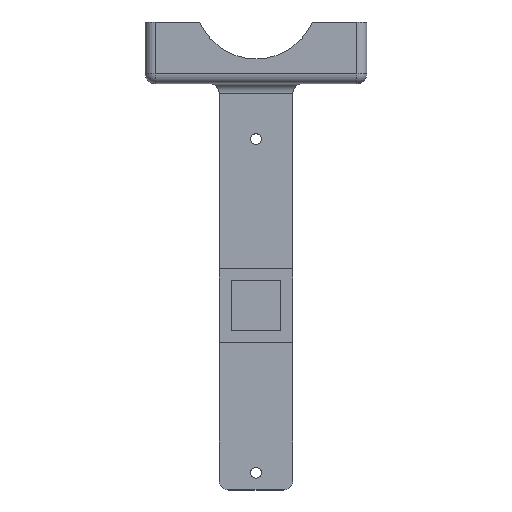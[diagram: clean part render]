
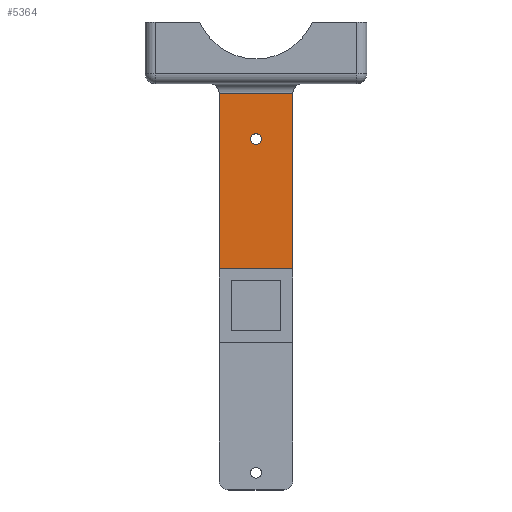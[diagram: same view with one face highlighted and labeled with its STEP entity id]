
A CAD part, top view. The second image highlights one B-rep face of the part: STEP entity #5364.
In plain terms, the highlighted planar face has unit normal (0, 0, 1).
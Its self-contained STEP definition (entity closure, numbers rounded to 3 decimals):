
#714 = CYLINDRICAL_SURFACE('',#715,2.2);
#715 = AXIS2_PLACEMENT_3D('',#716,#717,#718);
#716 = CARTESIAN_POINT('',(0.,-35.,30.));
#717 = DIRECTION('',(0.,0.,1.));
#718 = DIRECTION('',(1.,0.,0.));
#1328 = PLANE('',#1329);
#1329 = AXIS2_PLACEMENT_3D('',#1330,#1331,#1332);
#1330 = CARTESIAN_POINT('',(-15.,-12.5,10.));
#1331 = DIRECTION('',(-1.,0.,0.));
#1332 = DIRECTION('',(0.,0.,1.));
#1668 = PLANE('',#1669);
#1669 = AXIS2_PLACEMENT_3D('',#1670,#1671,#1672);
#1670 = CARTESIAN_POINT('',(15.,-12.5,30.));
#1671 = DIRECTION('',(1.,0.,0.));
#1672 = DIRECTION('',(0.,0.,-1.));
#2734 = EDGE_CURVE('',#2735,#2735,#2737,.T.);
#2735 = VERTEX_POINT('',#2736);
#2736 = CARTESIAN_POINT('',(2.2,-35.,30.));
#2737 = SURFACE_CURVE('',#2738,(#2743,#2750),.PCURVE_S1.);
#2738 = CIRCLE('',#2739,2.2);
#2739 = AXIS2_PLACEMENT_3D('',#2740,#2741,#2742);
#2740 = CARTESIAN_POINT('',(0.,-35.,30.));
#2741 = DIRECTION('',(0.,0.,1.));
#2742 = DIRECTION('',(1.,0.,0.));
#2743 = PCURVE('',#714,#2744);
#2744 = DEFINITIONAL_REPRESENTATION('',(#2745),#2749);
#2745 = LINE('',#2746,#2747);
#2746 = CARTESIAN_POINT('',(0.,0.));
#2747 = VECTOR('',#2748,1.);
#2748 = DIRECTION('',(1.,0.));
#2749 = ( GEOMETRIC_REPRESENTATION_CONTEXT(2) 
PARAMETRIC_REPRESENTATION_CONTEXT() REPRESENTATION_CONTEXT('2D SPACE',''
  ) );
#2750 = PCURVE('',#2751,#2756);
#2751 = PLANE('',#2752);
#2752 = AXIS2_PLACEMENT_3D('',#2753,#2754,#2755);
#2753 = CARTESIAN_POINT('',(-15.,-12.5,30.));
#2754 = DIRECTION('',(0.,0.,1.));
#2755 = DIRECTION('',(1.,0.,0.));
#2756 = DEFINITIONAL_REPRESENTATION('',(#2757),#2761);
#2757 = CIRCLE('',#2758,2.2);
#2758 = AXIS2_PLACEMENT_2D('',#2759,#2760);
#2759 = CARTESIAN_POINT('',(15.,-22.5));
#2760 = DIRECTION('',(1.,0.));
#2761 = ( GEOMETRIC_REPRESENTATION_CONTEXT(2) 
PARAMETRIC_REPRESENTATION_CONTEXT() REPRESENTATION_CONTEXT('2D SPACE',''
  ) );
#3673 = EDGE_CURVE('',#3674,#3676,#3678,.T.);
#3674 = VERTEX_POINT('',#3675);
#3675 = CARTESIAN_POINT('',(-15.,-16.5,30.));
#3676 = VERTEX_POINT('',#3677);
#3677 = CARTESIAN_POINT('',(-15.,-87.75,30.));
#3678 = SURFACE_CURVE('',#3679,(#3683,#3690),.PCURVE_S1.);
#3679 = LINE('',#3680,#3681);
#3680 = CARTESIAN_POINT('',(-15.,-12.5,30.));
#3681 = VECTOR('',#3682,1.);
#3682 = DIRECTION('',(0.,-1.,0.));
#3683 = PCURVE('',#1328,#3684);
#3684 = DEFINITIONAL_REPRESENTATION('',(#3685),#3689);
#3685 = LINE('',#3686,#3687);
#3686 = CARTESIAN_POINT('',(20.,0.));
#3687 = VECTOR('',#3688,1.);
#3688 = DIRECTION('',(0.,-1.));
#3689 = ( GEOMETRIC_REPRESENTATION_CONTEXT(2) 
PARAMETRIC_REPRESENTATION_CONTEXT() REPRESENTATION_CONTEXT('2D SPACE',''
  ) );
#3690 = PCURVE('',#2751,#3691);
#3691 = DEFINITIONAL_REPRESENTATION('',(#3692),#3696);
#3692 = LINE('',#3693,#3694);
#3693 = CARTESIAN_POINT('',(0.,0.));
#3694 = VECTOR('',#3695,1.);
#3695 = DIRECTION('',(0.,-1.));
#3696 = ( GEOMETRIC_REPRESENTATION_CONTEXT(2) 
PARAMETRIC_REPRESENTATION_CONTEXT() REPRESENTATION_CONTEXT('2D SPACE',''
  ) );
#4483 = CYLINDRICAL_SURFACE('',#4484,4.);
#4484 = AXIS2_PLACEMENT_3D('',#4485,#4486,#4487);
#4485 = CARTESIAN_POINT('',(-15.,-16.5,34.));
#4486 = DIRECTION('',(1.,0.,0.));
#4487 = DIRECTION('',(0.,1.,0.));
#4621 = EDGE_CURVE('',#4622,#4624,#4626,.T.);
#4622 = VERTEX_POINT('',#4623);
#4623 = CARTESIAN_POINT('',(15.,-16.5,30.));
#4624 = VERTEX_POINT('',#4625);
#4625 = CARTESIAN_POINT('',(15.,-87.75,30.));
#4626 = SURFACE_CURVE('',#4627,(#4631,#4638),.PCURVE_S1.);
#4627 = LINE('',#4628,#4629);
#4628 = CARTESIAN_POINT('',(15.,-12.5,30.));
#4629 = VECTOR('',#4630,1.);
#4630 = DIRECTION('',(0.,-1.,0.));
#4631 = PCURVE('',#1668,#4632);
#4632 = DEFINITIONAL_REPRESENTATION('',(#4633),#4637);
#4633 = LINE('',#4634,#4635);
#4634 = CARTESIAN_POINT('',(0.,0.));
#4635 = VECTOR('',#4636,1.);
#4636 = DIRECTION('',(0.,-1.));
#4637 = ( GEOMETRIC_REPRESENTATION_CONTEXT(2) 
PARAMETRIC_REPRESENTATION_CONTEXT() REPRESENTATION_CONTEXT('2D SPACE',''
  ) );
#4638 = PCURVE('',#2751,#4639);
#4639 = DEFINITIONAL_REPRESENTATION('',(#4640),#4644);
#4640 = LINE('',#4641,#4642);
#4641 = CARTESIAN_POINT('',(30.,0.));
#4642 = VECTOR('',#4643,1.);
#4643 = DIRECTION('',(0.,-1.));
#4644 = ( GEOMETRIC_REPRESENTATION_CONTEXT(2) 
PARAMETRIC_REPRESENTATION_CONTEXT() REPRESENTATION_CONTEXT('2D SPACE',''
  ) );
#5364 = ADVANCED_FACE('',(#5365,#5416),#2751,.T.);
#5365 = FACE_BOUND('',#5366,.T.);
#5366 = EDGE_LOOP('',(#5367,#5368,#5389,#5390));
#5367 = ORIENTED_EDGE('',*,*,#4621,.F.);
#5368 = ORIENTED_EDGE('',*,*,#5369,.F.);
#5369 = EDGE_CURVE('',#3674,#4622,#5370,.T.);
#5370 = SURFACE_CURVE('',#5371,(#5375,#5382),.PCURVE_S1.);
#5371 = LINE('',#5372,#5373);
#5372 = CARTESIAN_POINT('',(-15.,-16.5,30.));
#5373 = VECTOR('',#5374,1.);
#5374 = DIRECTION('',(1.,0.,0.));
#5375 = PCURVE('',#2751,#5376);
#5376 = DEFINITIONAL_REPRESENTATION('',(#5377),#5381);
#5377 = LINE('',#5378,#5379);
#5378 = CARTESIAN_POINT('',(0.,-4.));
#5379 = VECTOR('',#5380,1.);
#5380 = DIRECTION('',(1.,0.));
#5381 = ( GEOMETRIC_REPRESENTATION_CONTEXT(2) 
PARAMETRIC_REPRESENTATION_CONTEXT() REPRESENTATION_CONTEXT('2D SPACE',''
  ) );
#5382 = PCURVE('',#4483,#5383);
#5383 = DEFINITIONAL_REPRESENTATION('',(#5384),#5388);
#5384 = LINE('',#5385,#5386);
#5385 = CARTESIAN_POINT('',(-1.571,0.));
#5386 = VECTOR('',#5387,1.);
#5387 = DIRECTION('',(-0.,1.));
#5388 = ( GEOMETRIC_REPRESENTATION_CONTEXT(2) 
PARAMETRIC_REPRESENTATION_CONTEXT() REPRESENTATION_CONTEXT('2D SPACE',''
  ) );
#5389 = ORIENTED_EDGE('',*,*,#3673,.T.);
#5390 = ORIENTED_EDGE('',*,*,#5391,.T.);
#5391 = EDGE_CURVE('',#3676,#4624,#5392,.T.);
#5392 = SURFACE_CURVE('',#5393,(#5397,#5404),.PCURVE_S1.);
#5393 = LINE('',#5394,#5395);
#5394 = CARTESIAN_POINT('',(-15.,-87.75,30.));
#5395 = VECTOR('',#5396,1.);
#5396 = DIRECTION('',(1.,0.,0.));
#5397 = PCURVE('',#2751,#5398);
#5398 = DEFINITIONAL_REPRESENTATION('',(#5399),#5403);
#5399 = LINE('',#5400,#5401);
#5400 = CARTESIAN_POINT('',(0.,-75.25));
#5401 = VECTOR('',#5402,1.);
#5402 = DIRECTION('',(1.,0.));
#5403 = ( GEOMETRIC_REPRESENTATION_CONTEXT(2) 
PARAMETRIC_REPRESENTATION_CONTEXT() REPRESENTATION_CONTEXT('2D SPACE',''
  ) );
#5404 = PCURVE('',#5405,#5410);
#5405 = PLANE('',#5406);
#5406 = AXIS2_PLACEMENT_3D('',#5407,#5408,#5409);
#5407 = CARTESIAN_POINT('',(-15.,-87.75,30.));
#5408 = DIRECTION('',(0.,1.,0.));
#5409 = DIRECTION('',(1.,0.,0.));
#5410 = DEFINITIONAL_REPRESENTATION('',(#5411),#5415);
#5411 = LINE('',#5412,#5413);
#5412 = CARTESIAN_POINT('',(0.,0.));
#5413 = VECTOR('',#5414,1.);
#5414 = DIRECTION('',(1.,0.));
#5415 = ( GEOMETRIC_REPRESENTATION_CONTEXT(2) 
PARAMETRIC_REPRESENTATION_CONTEXT() REPRESENTATION_CONTEXT('2D SPACE',''
  ) );
#5416 = FACE_BOUND('',#5417,.T.);
#5417 = EDGE_LOOP('',(#5418));
#5418 = ORIENTED_EDGE('',*,*,#2734,.F.);
